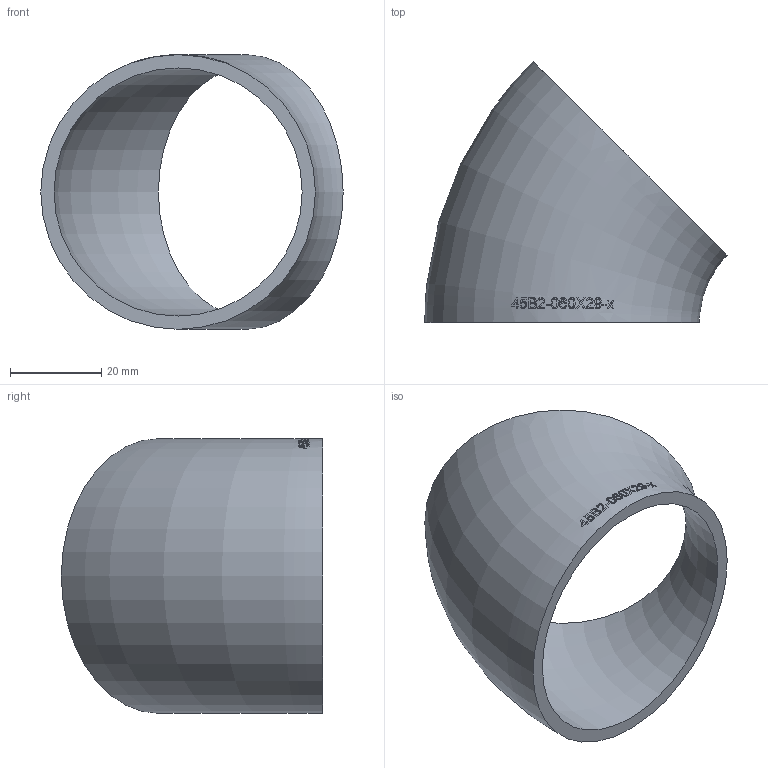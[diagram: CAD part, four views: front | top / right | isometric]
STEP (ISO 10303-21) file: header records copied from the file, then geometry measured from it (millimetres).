
FILE_DESCRIPTION (( 'STEP AP214' ), '1' );
FILE_NAME ('45B2-060X29-x Bogen 2005.STEP', '2020-05-05T09:47:03', ( '' ), ( '' ), 'SwSTEP 2.0', 'SolidWorks 2019', '' );
FILE_SCHEMA (( 'AUTOMOTIVE_DESIGN' ));
Length unit declared in the file: millimetre
Products named in the file (1): 45B2-060X29-x Bogen 2005
Bounding box: 66.41 x 57.38 x 60.3 mm (x, y, z)
Volume: 20946.2 mm3; surface area: 15496.7 mm2
Topology: 1 solids, 1 shells, 189 faces, 505 edges, 337 vertices
Faces by surface type: bspline 164, torus 23, plane 2
Entity records: 20245 total; most frequent: CARTESIAN_POINT 15057, ORIENTED_EDGE 992, EDGE_CURVE 496, B_SPLINE_CURVE_WITH_KNOTS 492, VERTEX_POINT 332, EDGE_LOOP 212, FACE_OUTER_BOUND 190, ADVANCED_FACE 188
